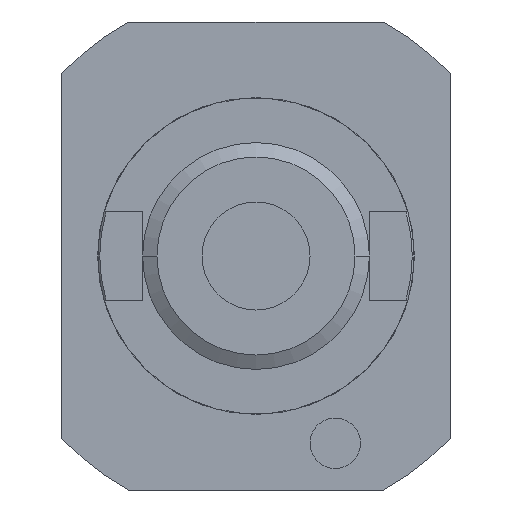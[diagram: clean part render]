
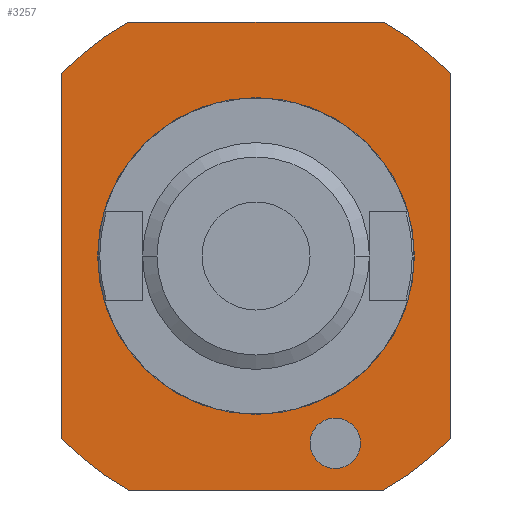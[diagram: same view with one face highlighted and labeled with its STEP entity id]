
A CAD part, left-side view. The second image highlights one B-rep face of the part: STEP entity #3257.
In plain terms, the highlighted planar face has unit normal (-1, 0, 0).
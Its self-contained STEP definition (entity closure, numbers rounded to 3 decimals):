
#1=CARTESIAN_POINT('',(-25.,0.,0.));
#2=DIRECTION('',(-1.,0.,0.));
#3=DIRECTION('',(0.,0.478,0.878));
#4=AXIS2_PLACEMENT_3D('',#1,#2,#3);
#424=CARTESIAN_POINT('',(-25.,0.,0.));
#425=DIRECTION('',(-1.,0.,0.));
#426=DIRECTION('',(0.,0.73,-0.684));
#427=AXIS2_PLACEMENT_3D('',#424,#425,#426);
#487=DIRECTION('',(0.,-1.,0.));
#488=VECTOR('',#487,70.739);
#489=CARTESIAN_POINT('',(-25.,35.369,65.));
#490=LINE('',#489,#488);
#491=DIRECTION('',(0.,0.,-1.));
#492=VECTOR('',#491,101.193);
#493=CARTESIAN_POINT('',(-25.,-54.,50.596));
#494=LINE('',#493,#492);
#495=DIRECTION('',(0.,1.,0.));
#496=VECTOR('',#495,70.739);
#497=CARTESIAN_POINT('',(-25.,-35.369,-65.));
#498=LINE('',#497,#496);
#499=DIRECTION('',(0.,0.,1.));
#500=VECTOR('',#499,101.193);
#501=CARTESIAN_POINT('',(-25.,54.,-50.596));
#502=LINE('',#501,#500);
#503=CARTESIAN_POINT('',(-25.,0.,0.));
#504=DIRECTION('',(-1.,0.,0.));
#505=DIRECTION('',(0.,0.,1.));
#506=AXIS2_PLACEMENT_3D('',#503,#504,#505);
#508=CARTESIAN_POINT('',(-25.,0.,0.));
#509=DIRECTION('',(1.,0.,0.));
#510=DIRECTION('',(0.,0.,1.));
#511=AXIS2_PLACEMENT_3D('',#508,#509,#510);
#513=CARTESIAN_POINT('',(-25.,-22.,-52.));
#514=DIRECTION('',(1.,0.,0.));
#515=DIRECTION('',(0.,0.,1.));
#516=AXIS2_PLACEMENT_3D('',#513,#514,#515);
#518=CARTESIAN_POINT('',(-25.,-22.,-52.));
#519=DIRECTION('',(1.,0.,0.));
#520=DIRECTION('',(0.,0.,-1.));
#521=AXIS2_PLACEMENT_3D('',#518,#519,#520);
#523=CARTESIAN_POINT('',(-25.,0.,0.));
#524=DIRECTION('',(1.,0.,0.));
#525=DIRECTION('',(0.,-0.478,0.878));
#526=AXIS2_PLACEMENT_3D('',#523,#524,#525);
#586=CARTESIAN_POINT('',(-25.,0.,0.));
#587=DIRECTION('',(1.,0.,0.));
#588=DIRECTION('',(0.,-0.73,-0.684));
#589=AXIS2_PLACEMENT_3D('',#586,#587,#588);
#2158=CARTESIAN_POINT('',(-25.,0.,44.));
#2160=VERTEX_POINT('',#2158);
#2166=CARTESIAN_POINT('',(-25.,0.,-44.));
#2168=VERTEX_POINT('',#2166);
#2174=CARTESIAN_POINT('',(-25.,35.369,65.));
#2176=VERTEX_POINT('',#2174);
#2178=CARTESIAN_POINT('',(-25.,35.369,-65.));
#2180=VERTEX_POINT('',#2178);
#2182=CARTESIAN_POINT('',(-25.,54.,50.596));
#2184=VERTEX_POINT('',#2182);
#2186=CARTESIAN_POINT('',(-25.,54.,-50.596));
#2188=VERTEX_POINT('',#2186);
#2191=CARTESIAN_POINT('',(-25.,-35.369,65.));
#2192=VERTEX_POINT('',#2191);
#2193=CARTESIAN_POINT('',(-25.,-54.,50.596));
#2194=CARTESIAN_POINT('',(-25.,-54.,-50.596));
#2195=VERTEX_POINT('',#2193);
#2196=VERTEX_POINT('',#2194);
#2197=CARTESIAN_POINT('',(-25.,-35.369,-65.));
#2198=VERTEX_POINT('',#2197);
#2601=CARTESIAN_POINT('',(-25.,-22.,-45.));
#2602=CARTESIAN_POINT('',(-25.,-22.,-59.));
#2603=VERTEX_POINT('',#2601);
#2604=VERTEX_POINT('',#2602);
#3227=CARTESIAN_POINT('',(-25.,0.,0.));
#3228=DIRECTION('',(-1.,0.,0.));
#3229=DIRECTION('',(0.,0.,-1.));
#3230=AXIS2_PLACEMENT_3D('',#3227,#3228,#3229);
#3231=PLANE('',#3230);
#3232=ORIENTED_EDGE('',*,*,#2806,.T.);
#3234=ORIENTED_EDGE('',*,*,#3233,.T.);
#3236=ORIENTED_EDGE('',*,*,#3235,.T.);
#3238=ORIENTED_EDGE('',*,*,#3237,.T.);
#3239=ORIENTED_EDGE('',*,*,#3039,.T.);
#3240=ORIENTED_EDGE('',*,*,#3119,.F.);
#3241=ORIENTED_EDGE('',*,*,#3138,.T.);
#3242=ORIENTED_EDGE('',*,*,#2787,.F.);
#3243=EDGE_LOOP('',(#3232,#3234,#3236,#3238,#3239,#3240,#3241,#3242));
#3244=FACE_OUTER_BOUND('',#3243,.F.);
#3246=ORIENTED_EDGE('',*,*,#3245,.T.);
#3248=ORIENTED_EDGE('',*,*,#3247,.F.);
#3249=EDGE_LOOP('',(#3246,#3248));
#3250=FACE_BOUND('',#3249,.F.);
#3252=ORIENTED_EDGE('',*,*,#3251,.F.);
#3254=ORIENTED_EDGE('',*,*,#3253,.F.);
#3255=EDGE_LOOP('',(#3252,#3254));
#3256=FACE_BOUND('',#3255,.F.);
#3257=ADVANCED_FACE('',(#3244,#3250,#3256),#3231,.T.);
#5=CIRCLE('',#4,74.);
#428=CIRCLE('',#427,74.);
#507=CIRCLE('',#506,44.);
#512=CIRCLE('',#511,44.);
#517=CIRCLE('',#516,7.);
#522=CIRCLE('',#521,7.);
#527=CIRCLE('',#526,74.);
#590=CIRCLE('',#589,74.);
#2787=EDGE_CURVE('',#2176,#2184,#5,.T.);
#2806=EDGE_CURVE('',#2176,#2192,#490,.T.);
#3039=EDGE_CURVE('',#2198,#2180,#498,.T.);
#3119=EDGE_CURVE('',#2188,#2180,#428,.T.);
#3138=EDGE_CURVE('',#2188,#2184,#502,.T.);
#3233=EDGE_CURVE('',#2192,#2195,#527,.T.);
#3235=EDGE_CURVE('',#2195,#2196,#494,.T.);
#3237=EDGE_CURVE('',#2196,#2198,#590,.T.);
#3245=EDGE_CURVE('',#2160,#2168,#507,.T.);
#3247=EDGE_CURVE('',#2160,#2168,#512,.T.);
#3251=EDGE_CURVE('',#2603,#2604,#517,.T.);
#3253=EDGE_CURVE('',#2604,#2603,#522,.T.);
